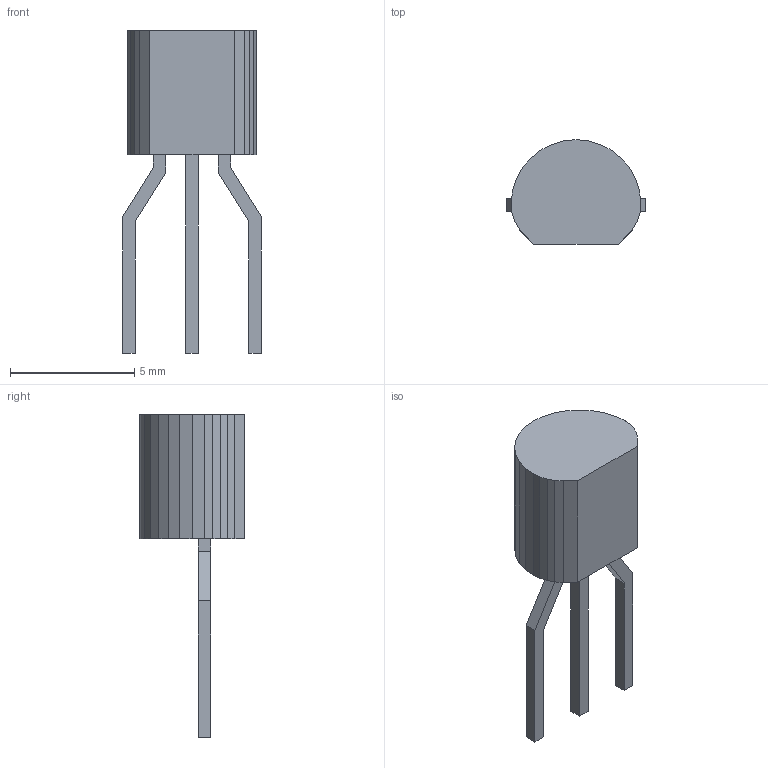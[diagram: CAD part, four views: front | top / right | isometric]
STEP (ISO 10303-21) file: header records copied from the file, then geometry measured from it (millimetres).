
FILE_DESCRIPTION (( 'STEP AP214' ), '1' );
FILE_NAME ('User Library-TO-92_Bent.STEP', '2013-07-02T05:42:37', ( 'Windows User' ), ( '' ), 'SwSTEP 2.0', 'SolidWorks 2013', '' );
FILE_SCHEMA (( 'AUTOMOTIVE_DESIGN' ));
Length unit declared in the file: millimetre
Products named in the file (12): User Library-TO-92_Bent_547225856; User Library-TO-92_Bent_Extruded_3; User Library-TO-92_Bent_587350280; User Library-TO-92_Bent_587351960; User Library-TO-92_Bent_Extruded; User Library-TO-92_Bent_Free-Models; User Library-TO-92_Bent_577959568; User Library-TO-92_Bent_Extruded_2; User Library-TO-92_Bent; User Library-TO-92_Bent_Extruded_4; User Library-TO-92_Bent_BODY; User Library-TO-92_Bent_Open_CASCADE_STEP_translator_6.2_1.1
Assembly tree (11 placements, depth 6):
  User Library-TO-92_Bent
    User Library-TO-92_Bent_Free-Models
      User Library-TO-92_Bent_587351960
        User Library-TO-92_Bent_Extruded
      User Library-TO-92_Bent_587350280
        User Library-TO-92_Bent_Extruded_2
      User Library-TO-92_Bent_BODY
        User Library-TO-92_Bent_Open_CASCADE_STEP_translator_6.2_1.1
          User Library-TO-92_Bent_547225856
            User Library-TO-92_Bent_Extruded_3
      User Library-TO-92_Bent_577959568
        User Library-TO-92_Bent_Extruded_4
Bounding box: 5.58 x 4.2 x 13 mm (x, y, z)
Volume: 96.3 mm3; surface area: 164.3 mm2
Topology: 4 solids, 4 shells, 59 faces, 153 edges, 102 vertices
Faces by surface type: plane 59
Entity records: 2796 total; most frequent: CARTESIAN_POINT 335, DIRECTION 313, ORIENTED_EDGE 306, LINE 153, EDGE_CURVE 153, VECTOR 153, VERTEX_POINT 102, AXIS2_PLACEMENT_3D 80
